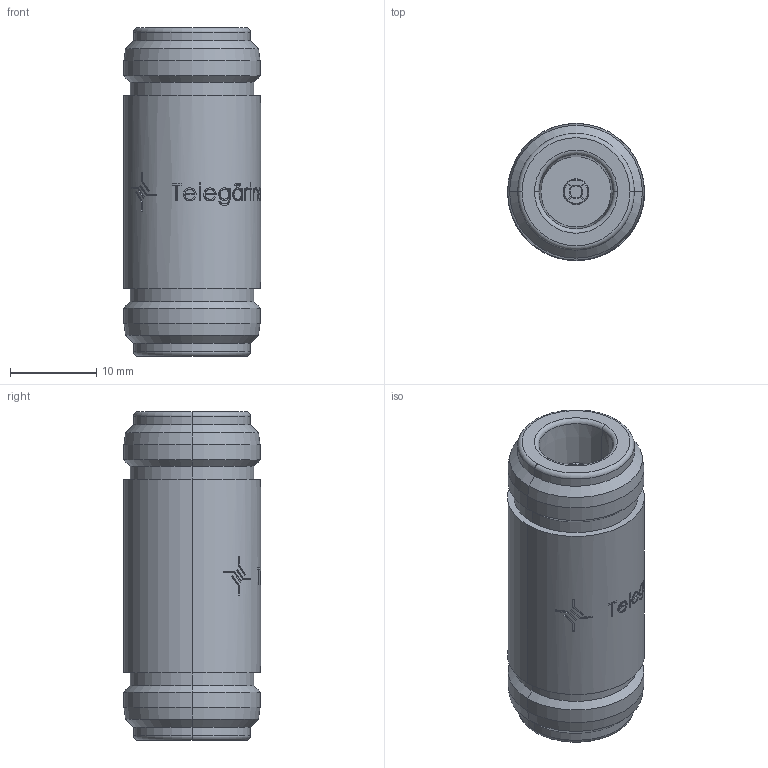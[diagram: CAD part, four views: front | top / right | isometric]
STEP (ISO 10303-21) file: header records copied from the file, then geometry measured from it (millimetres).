
FILE_DESCRIPTION (( 'STEP AP214' ), '1' );
FILE_NAME ('J01024A0004.STEP', '2015-11-26T12:45:22', ( '' ), ( '' ), 'SwSTEP 2.0', 'SolidWorks 2015', '' );
FILE_SCHEMA (( 'AUTOMOTIVE_DESIGN' ));
Length unit declared in the file: millimetre
Products named in the file (1): J01024A0004
Bounding box: 15.85 x 15.85 x 38 mm (x, y, z)
Volume: 6308.2 mm3; surface area: 3221.9 mm2
Topology: 1 solids, 2 shells, 331 faces, 849 edges, 554 vertices
Faces by surface type: plane 109, bspline 95, cylinder 77, cone 42, torus 8
Entity records: 21472 total; most frequent: CARTESIAN_POINT 10613, ORIENTED_EDGE 1698, DIRECTION 1170, EDGE_CURVE 849, VERTEX_POINT 554, AXIS2_PLACEMENT_3D 447, EDGE_LOOP 365, B_SPLINE_CURVE_WITH_KNOTS 339
